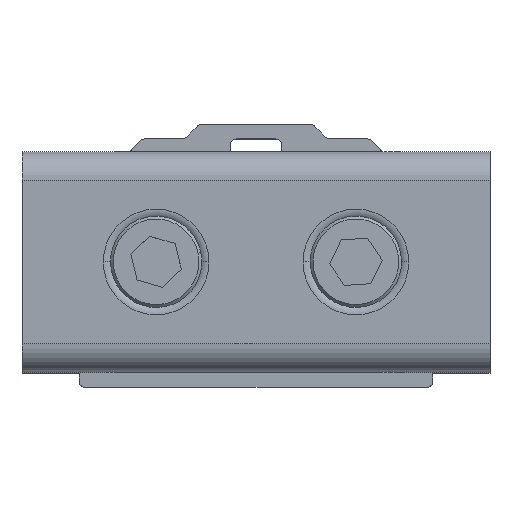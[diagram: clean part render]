
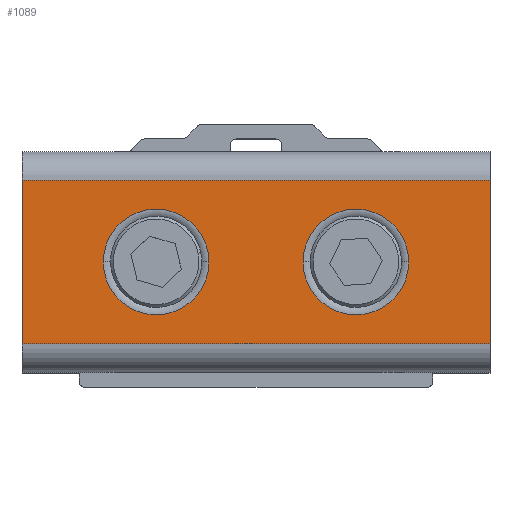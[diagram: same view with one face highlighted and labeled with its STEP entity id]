
A CAD part, top view. The second image highlights one B-rep face of the part: STEP entity #1089.
In plain terms, the highlighted face is planar.
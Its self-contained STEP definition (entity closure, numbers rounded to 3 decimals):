
#114 = EDGE_CURVE ( 'NONE', #977, #2072, #198, .T. ) ;
#198 = CIRCLE ( 'NONE', #4354, 9.25 ) ;
#290 = DIRECTION ( 'NONE',  ( -1., 0., 0. ) ) ;
#301 = EDGE_CURVE ( 'NONE', #2850, #4709, #3547, .T. ) ;
#327 = EDGE_CURVE ( 'NONE', #2666, #3899, #4425, .T. ) ;
#378 = DIRECTION ( 'NONE',  ( 0., -1., 0. ) ) ;
#496 = FACE_BOUND ( 'NONE', #4921, .T. ) ;
#536 = DIRECTION ( 'NONE',  ( 0., 0., -1. ) ) ;
#540 = DIRECTION ( 'NONE',  ( 0., 0., -1. ) ) ;
#604 = CARTESIAN_POINT ( 'NONE',  ( 33.6, 103., 82. ) ) ;
#807 = CARTESIAN_POINT ( 'NONE',  ( 5., 103., 0. ) ) ;
#829 = FACE_OUTER_BOUND ( 'NONE', #5806, .T. ) ;
#902 = AXIS2_PLACEMENT_3D ( 'NONE', #1737, #2783, #5807 ) ;
#931 = ORIENTED_EDGE ( 'NONE', *, *, #5524, .T. ) ;
#973 = CARTESIAN_POINT ( 'NONE',  ( 19.3, 103., 14.25 ) ) ;
#977 = VERTEX_POINT ( 'NONE', #4765 ) ;
#984 = CARTESIAN_POINT ( 'NONE',  ( 19.3, 103., 58.5 ) ) ;
#1089 = ADVANCED_FACE ( 'NONE', ( #496, #2992, #829 ), #5900, .F. ) ;
#1148 = AXIS2_PLACEMENT_3D ( 'NONE', #2506, #6531, #536 ) ;
#1208 = VECTOR ( 'NONE', #3099, 1000. ) ;
#1273 = AXIS2_PLACEMENT_3D ( 'NONE', #1847, #378, #1870 ) ;
#1541 = CARTESIAN_POINT ( 'NONE',  ( 33.6, 103., 82. ) ) ;
#1680 = CARTESIAN_POINT ( 'NONE',  ( 5., 103., 0. ) ) ;
#1683 = VERTEX_POINT ( 'NONE', #5019 ) ;
#1737 = CARTESIAN_POINT ( 'NONE',  ( 19.3, 103., 23.5 ) ) ;
#1801 = ORIENTED_EDGE ( 'NONE', *, *, #114, .T. ) ;
#1824 = EDGE_CURVE ( 'NONE', #6388, #2666, #2415, .T. ) ;
#1847 = CARTESIAN_POINT ( 'NONE',  ( 19.3, 103., 23.5 ) ) ;
#1868 = EDGE_CURVE ( 'NONE', #1683, #3899, #3220, .T. ) ;
#1870 = DIRECTION ( 'NONE',  ( 0., 0., -1. ) ) ;
#1900 = CARTESIAN_POINT ( 'NONE',  ( 33.6, 103., 0. ) ) ;
#2072 = VERTEX_POINT ( 'NONE', #5090 ) ;
#2079 = VECTOR ( 'NONE', #4640, 1000. ) ;
#2232 = ORIENTED_EDGE ( 'NONE', *, *, #4929, .F. ) ;
#2415 = LINE ( 'NONE', #1541, #1208 ) ;
#2506 = CARTESIAN_POINT ( 'NONE',  ( 19.3, 103., 58.5 ) ) ;
#2666 = VERTEX_POINT ( 'NONE', #1900 ) ;
#2702 = VECTOR ( 'NONE', #290, 1000. ) ;
#2783 = DIRECTION ( 'NONE',  ( 0., -1., 0. ) ) ;
#2829 = ORIENTED_EDGE ( 'NONE', *, *, #327, .T. ) ;
#2850 = VERTEX_POINT ( 'NONE', #973 ) ;
#2865 = DIRECTION ( 'NONE',  ( 0., 0., -1. ) ) ;
#2906 = CARTESIAN_POINT ( 'NONE',  ( 5., 103., 82. ) ) ;
#2992 = FACE_BOUND ( 'NONE', #5759, .T. ) ;
#3099 = DIRECTION ( 'NONE',  ( 0., 0., -1. ) ) ;
#3104 = CARTESIAN_POINT ( 'NONE',  ( 19.3, 103., 32.75 ) ) ;
#3220 = LINE ( 'NONE', #5131, #2079 ) ;
#3387 = CARTESIAN_POINT ( 'NONE',  ( 5., 103., 82. ) ) ;
#3507 = DIRECTION ( 'NONE',  ( 0., -1., 0. ) ) ;
#3547 = CIRCLE ( 'NONE', #902, 9.25 ) ;
#3729 = AXIS2_PLACEMENT_3D ( 'NONE', #2906, #4451, #2865 ) ;
#3773 = DIRECTION ( 'NONE',  ( -1., 0., 0. ) ) ;
#3799 = CIRCLE ( 'NONE', #1273, 9.25 ) ;
#3899 = VERTEX_POINT ( 'NONE', #807 ) ;
#3938 = VECTOR ( 'NONE', #3773, 1000. ) ;
#3984 = ORIENTED_EDGE ( 'NONE', *, *, #5037, .T. ) ;
#4057 = ORIENTED_EDGE ( 'NONE', *, *, #1868, .F. ) ;
#4354 = AXIS2_PLACEMENT_3D ( 'NONE', #984, #3507, #540 ) ;
#4425 = LINE ( 'NONE', #1680, #3938 ) ;
#4451 = DIRECTION ( 'NONE',  ( 0., -1., 0. ) ) ;
#4640 = DIRECTION ( 'NONE',  ( 0., 0., -1. ) ) ;
#4709 = VERTEX_POINT ( 'NONE', #3104 ) ;
#4765 = CARTESIAN_POINT ( 'NONE',  ( 19.3, 103., 67.75 ) ) ;
#4833 = LINE ( 'NONE', #3387, #2702 ) ;
#4921 = EDGE_LOOP ( 'NONE', ( #931, #1801 ) ) ;
#4929 = EDGE_CURVE ( 'NONE', #6388, #1683, #4833, .T. ) ;
#5019 = CARTESIAN_POINT ( 'NONE',  ( 5., 103., 82. ) ) ;
#5037 = EDGE_CURVE ( 'NONE', #4709, #2850, #3799, .T. ) ;
#5090 = CARTESIAN_POINT ( 'NONE',  ( 19.3, 103., 49.25 ) ) ;
#5131 = CARTESIAN_POINT ( 'NONE',  ( 5., 103., 82. ) ) ;
#5524 = EDGE_CURVE ( 'NONE', #2072, #977, #6130, .T. ) ;
#5759 = EDGE_LOOP ( 'NONE', ( #6035, #3984 ) ) ;
#5806 = EDGE_LOOP ( 'NONE', ( #2829, #4057, #2232, #5833 ) ) ;
#5807 = DIRECTION ( 'NONE',  ( 0., 0., -1. ) ) ;
#5833 = ORIENTED_EDGE ( 'NONE', *, *, #1824, .T. ) ;
#5900 = PLANE ( 'NONE',  #3729 ) ;
#6035 = ORIENTED_EDGE ( 'NONE', *, *, #301, .T. ) ;
#6130 = CIRCLE ( 'NONE', #1148, 9.25 ) ;
#6388 = VERTEX_POINT ( 'NONE', #604 ) ;
#6531 = DIRECTION ( 'NONE',  ( 0., -1., 0. ) ) ;
